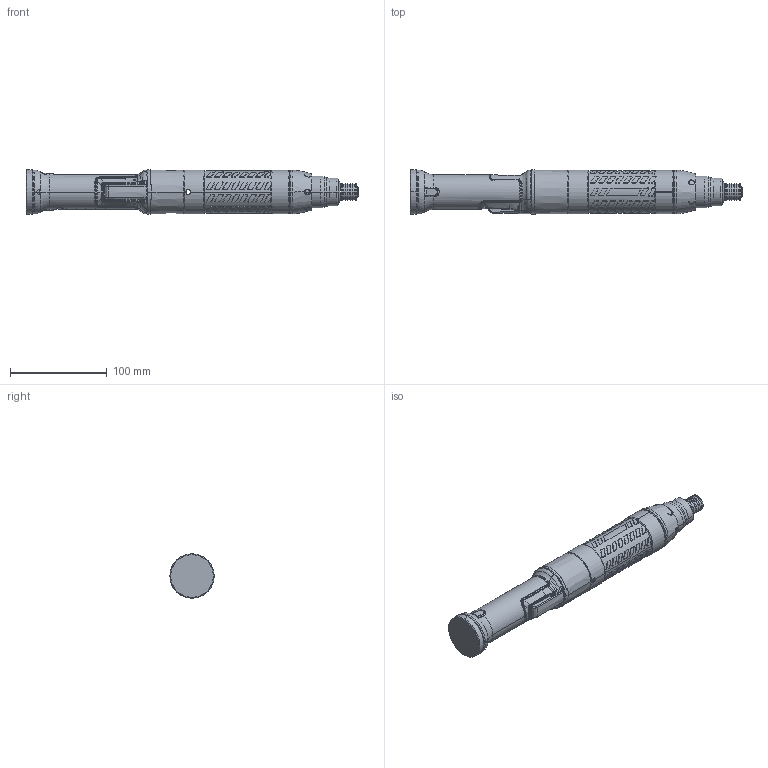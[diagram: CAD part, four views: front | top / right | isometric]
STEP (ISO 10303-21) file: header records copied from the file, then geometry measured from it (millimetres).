
FILE_DESCRIPTION((''),'2;1');
FILE_NAME('30ESN05Q_SW0001','2018-11-27T',('A1X81'),(''),'CREO PARAMETRIC BY PTC INC, 2016050','CREO PARAMETRIC BY PTC INC, 2016050','');
FILE_SCHEMA(('CONFIG_CONTROL_DESIGN'));
Products named in the file (1): 30ESN05Q_SW0001
Bounding box: 342.3 x 45.55 x 45.55 mm (x, y, z)
Surface area: 54713 mm2 (no closed solid volume)
Topology: 0 solids, 174 shells, 1098 faces, 3723 edges, 2733 vertices
Faces by surface type: bspline 611, cylinder 233, extrusion 119, plane 62, torus 42, cone 29, sphere 2
Entity records: 68704 total; most frequent: CARTESIAN_POINT 43855, ORIENTED_EDGE 5160, EDGE_CURVE 3723, DIRECTION 3301, VERTEX_POINT 2733, B_SPLINE_CURVE_WITH_KNOTS 2264, AXIS2_PLACEMENT_3D 1236, EDGE_LOOP 1098
